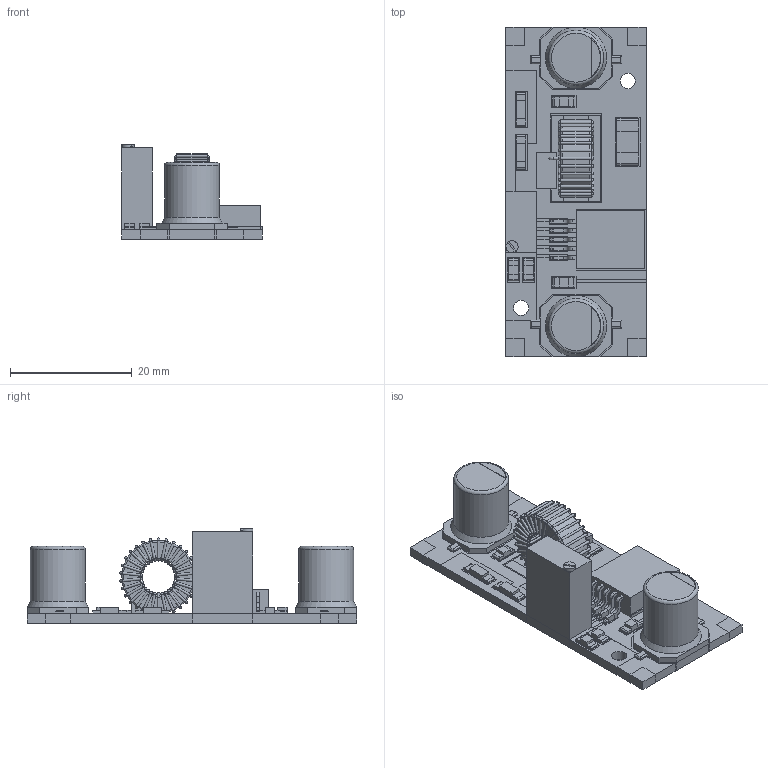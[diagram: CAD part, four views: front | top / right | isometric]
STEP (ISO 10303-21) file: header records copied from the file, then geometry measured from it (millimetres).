
FILE_DESCRIPTION(/* description */ ('STEP AP242 Edition 2','CAx-IF Rec.Pracs.---Representation and Presentation of Product Manufacturing Information (PMI)---4.0---2014-10-13','CAx-IF Rec.Pracs.---3D Tessellated Geometry---0.4---2014-09-14','2;1','CAx-IF Rec.Pracs.---User Defined Attributes---1.5---2016-08-15'),/* implementation_level */ '2;1');
FILE_NAME(/* name */ '69769b82c7e1ab20c5bc5dad',/* time_stamp */ '2026-01-25T22:38:59Z',/* author */ (''),/* organization */ (''),/* preprocessor_version */ 'ST-DEVELOPER v20',/* originating_system */ 'ONSHAPE BY PTC INC, 1.209',/* authorisation */ ' ');
FILE_SCHEMA (('AP242_MANAGED_MODEL_BASED_3D_ENGINEERING_MIM_LF { 1 0 10303 442 3 1 4 }'));
Length unit declared in the file: metre
Products named in the file (129): id2; id5; id8; id11; id14; id17; id20; id23; id26; id29; id32; id35; id38; id41; id44; id47; id50; id53; id56; id59; id62; id65; id68; id71; id74; id77; id80; id83; id86; id89; id92; id95; id98; id101; id104; id107; id110; id113; id116; id119 ...
Bounding box: 23 x 54 x 15.5 mm (x, y, z)
Volume: 5142.5 mm3; surface area: 8591.2 mm2
Topology: 129 solids, 129 shells, 1175 faces, 2786 edges, 1572 vertices
Faces by surface type: plane 860, cylinder 183, torus 130, cone 2
Full cylindrical faces by diameter (mm): 0.4 x121, 2 x1, 2.5 x2, 6 x1, 9 x6, 12 x1
Entity records: 34283 total; most frequent: DIRECTION 5379, CARTESIAN_POINT 5294, ORIENTED_EDGE 4802, EDGE_CURVE 2401, LINE 2019, VECTOR 2019, AXIS2_PLACEMENT_3D 1680, VERTEX_POINT 1569
